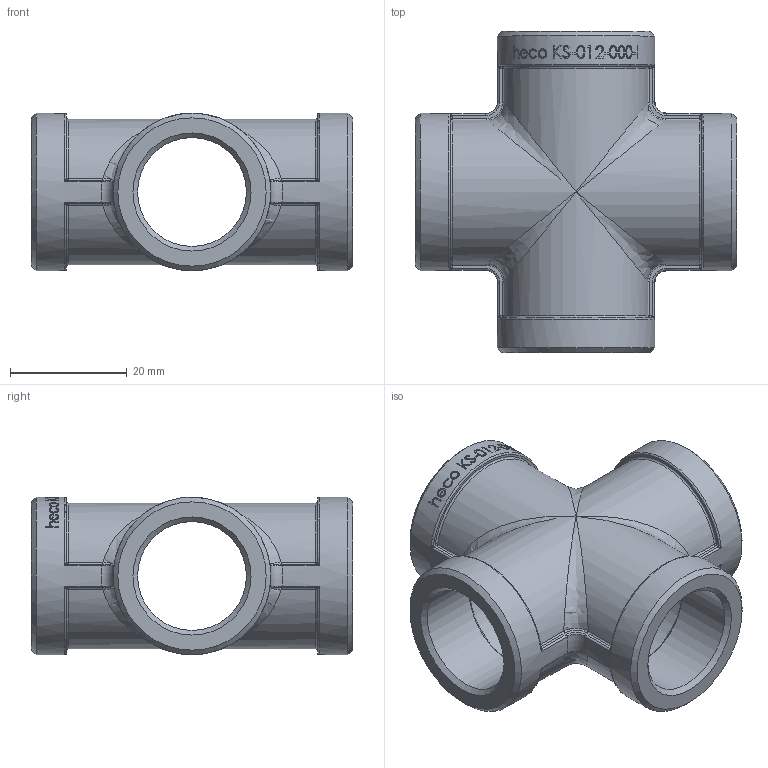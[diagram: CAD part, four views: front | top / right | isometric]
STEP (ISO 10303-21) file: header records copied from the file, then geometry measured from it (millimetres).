
FILE_DESCRIPTION (( 'STEP AP214' ), '1' );
FILE_NAME ('heco_KS-012-000-I.STEP', '2016-06-17T13:33:27', ( '' ), ( '' ), 'SwSTEP 2.0', 'SolidWorks 2011', '' );
FILE_SCHEMA (( 'AUTOMOTIVE_DESIGN' ));
Length unit declared in the file: millimetre
Products named in the file (1): heco_KS-012-000-I
Bounding box: 55 x 55 x 27 mm (x, y, z)
Volume: 16222.2 mm3; surface area: 12945.6 mm2
Topology: 1 solids, 1 shells, 364 faces, 886 edges, 524 vertices
Faces by surface type: bspline 152, cylinder 90, plane 66, torus 28, sphere 16, cone 12
Full cylindrical faces by diameter (mm): 18.631 x4, 21.8 x4, 27 x4
Entity records: 25943 total; most frequent: CARTESIAN_POINT 16734, ORIENTED_EDGE 1660, DIRECTION 980, EDGE_CURVE 830, VERTEX_POINT 516, B_SPLINE_CURVE_WITH_KNOTS 466, EDGE_LOOP 418, AXIS2_PLACEMENT_3D 407
